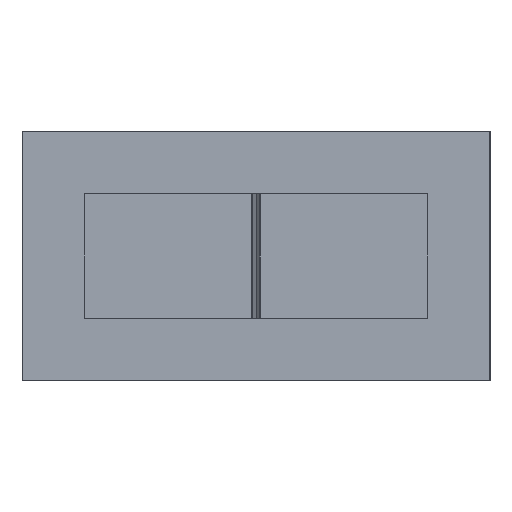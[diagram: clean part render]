
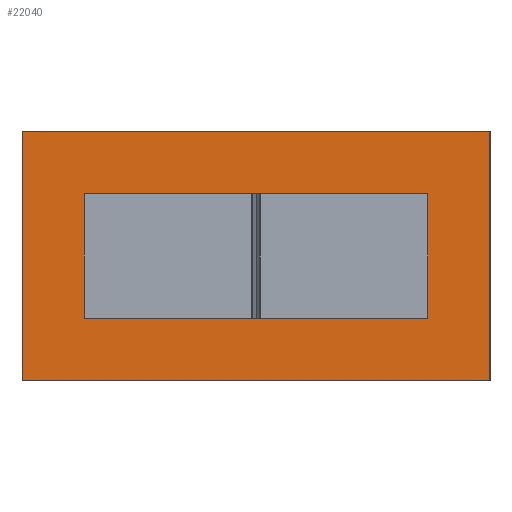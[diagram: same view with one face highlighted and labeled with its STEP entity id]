
A CAD part, front view. The second image highlights one B-rep face of the part: STEP entity #22040.
In plain terms, the highlighted planar face has unit normal (0, -1, 0).
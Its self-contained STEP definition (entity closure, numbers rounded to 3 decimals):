
#483 = CARTESIAN_POINT ( 'NONE',  ( 550., 0., 200. ) ) ;
#1219 = EDGE_CURVE ( 'NONE', #18877, #2284, #19601, .T. ) ;
#1814 = ORIENTED_EDGE ( 'NONE', *, *, #4638, .T. ) ;
#2284 = VERTEX_POINT ( 'NONE', #12843 ) ;
#2432 = DIRECTION ( 'NONE',  ( 0., 0., 1. ) ) ;
#2838 = VECTOR ( 'NONE', #12198, 1000. ) ;
#3840 = CARTESIAN_POINT ( 'NONE',  ( -750., 0., -400. ) ) ;
#3964 = EDGE_LOOP ( 'NONE', ( #17336, #19695, #1814, #9872 ) ) ;
#4638 = EDGE_CURVE ( 'NONE', #32351, #18877, #13075, .T. ) ;
#4695 = DIRECTION ( 'NONE',  ( -1., 0., 0. ) ) ;
#5193 = LINE ( 'NONE', #3840, #12183 ) ;
#5841 = AXIS2_PLACEMENT_3D ( 'NONE', #28748, #14054, #17026 ) ;
#5856 = ORIENTED_EDGE ( 'NONE', *, *, #35960, .T. ) ;
#6302 = CARTESIAN_POINT ( 'NONE',  ( -750., 0., 400. ) ) ;
#7589 = LINE ( 'NONE', #9984, #19615 ) ;
#8067 = PLANE ( 'NONE',  #5841 ) ;
#8382 = CARTESIAN_POINT ( 'NONE',  ( -550., 0., -200. ) ) ;
#9872 = ORIENTED_EDGE ( 'NONE', *, *, #1219, .T. ) ;
#9984 = CARTESIAN_POINT ( 'NONE',  ( -550., 0., 200. ) ) ;
#11792 = DIRECTION ( 'NONE',  ( 1., 0., 0. ) ) ;
#12183 = VECTOR ( 'NONE', #19001, 1000. ) ;
#12198 = DIRECTION ( 'NONE',  ( 1., 0., 0. ) ) ;
#12476 = LINE ( 'NONE', #483, #16600 ) ;
#12843 = CARTESIAN_POINT ( 'NONE',  ( 750., 0., 400. ) ) ;
#13075 = LINE ( 'NONE', #35581, #2838 ) ;
#14054 = DIRECTION ( 'NONE',  ( 0., -1., 0. ) ) ;
#15719 = VERTEX_POINT ( 'NONE', #32263 ) ;
#16600 = VECTOR ( 'NONE', #23806, 1000. ) ;
#17003 = CARTESIAN_POINT ( 'NONE',  ( -750., 0., 400. ) ) ;
#17026 = DIRECTION ( 'NONE',  ( 0., 0., -1. ) ) ;
#17336 = ORIENTED_EDGE ( 'NONE', *, *, #34829, .F. ) ;
#17606 = EDGE_CURVE ( 'NONE', #28789, #15719, #12476, .T. ) ;
#18315 = CARTESIAN_POINT ( 'NONE',  ( -750., 0., -400. ) ) ;
#18877 = VERTEX_POINT ( 'NONE', #26097 ) ;
#19001 = DIRECTION ( 'NONE',  ( 0., 0., 1. ) ) ;
#19157 = DIRECTION ( 'NONE',  ( 1., 0., 0. ) ) ;
#19601 = LINE ( 'NONE', #36860, #31202 ) ;
#19615 = VECTOR ( 'NONE', #19157, 1000. ) ;
#19695 = ORIENTED_EDGE ( 'NONE', *, *, #29878, .F. ) ;
#21229 = FACE_BOUND ( 'NONE', #36011, .T. ) ;
#21431 = LINE ( 'NONE', #6302, #28340 ) ;
#22040 = ADVANCED_FACE ( 'NONE', ( #21229, #36031 ), #8067, .T. ) ;
#22350 = LINE ( 'NONE', #29239, #27416 ) ;
#22447 = CARTESIAN_POINT ( 'NONE',  ( 550., 0., -200. ) ) ;
#23806 = DIRECTION ( 'NONE',  ( 0., 0., -1. ) ) ;
#25668 = VERTEX_POINT ( 'NONE', #33709 ) ;
#26046 = VECTOR ( 'NONE', #4695, 1000. ) ;
#26097 = CARTESIAN_POINT ( 'NONE',  ( 750., 0., -400. ) ) ;
#27416 = VECTOR ( 'NONE', #2432, 1000. ) ;
#27522 = ORIENTED_EDGE ( 'NONE', *, *, #17606, .T. ) ;
#27576 = ORIENTED_EDGE ( 'NONE', *, *, #33058, .T. ) ;
#28340 = VECTOR ( 'NONE', #11792, 1000. ) ;
#28748 = CARTESIAN_POINT ( 'NONE',  ( -750., 0., -400. ) ) ;
#28789 = VERTEX_POINT ( 'NONE', #34501 ) ;
#29061 = VERTEX_POINT ( 'NONE', #17003 ) ;
#29239 = CARTESIAN_POINT ( 'NONE',  ( -550., 0., -200. ) ) ;
#29878 = EDGE_CURVE ( 'NONE', #32351, #29061, #5193, .T. ) ;
#30669 = DIRECTION ( 'NONE',  ( 0., 0., 1. ) ) ;
#31202 = VECTOR ( 'NONE', #30669, 1000. ) ;
#31665 = EDGE_CURVE ( 'NONE', #37689, #25668, #22350, .T. ) ;
#32263 = CARTESIAN_POINT ( 'NONE',  ( 550., 0., -200. ) ) ;
#32351 = VERTEX_POINT ( 'NONE', #18315 ) ;
#33058 = EDGE_CURVE ( 'NONE', #25668, #28789, #7589, .T. ) ;
#33709 = CARTESIAN_POINT ( 'NONE',  ( -550., 0., 200. ) ) ;
#34501 = CARTESIAN_POINT ( 'NONE',  ( 550., 0., 200. ) ) ;
#34829 = EDGE_CURVE ( 'NONE', #29061, #2284, #21431, .T. ) ;
#34881 = LINE ( 'NONE', #22447, #26046 ) ;
#35581 = CARTESIAN_POINT ( 'NONE',  ( -750., 0., -400. ) ) ;
#35960 = EDGE_CURVE ( 'NONE', #15719, #37689, #34881, .T. ) ;
#36011 = EDGE_LOOP ( 'NONE', ( #36944, #27576, #27522, #5856 ) ) ;
#36031 = FACE_OUTER_BOUND ( 'NONE', #3964, .T. ) ;
#36860 = CARTESIAN_POINT ( 'NONE',  ( 750., 0., -400. ) ) ;
#36944 = ORIENTED_EDGE ( 'NONE', *, *, #31665, .T. ) ;
#37689 = VERTEX_POINT ( 'NONE', #8382 ) ;
